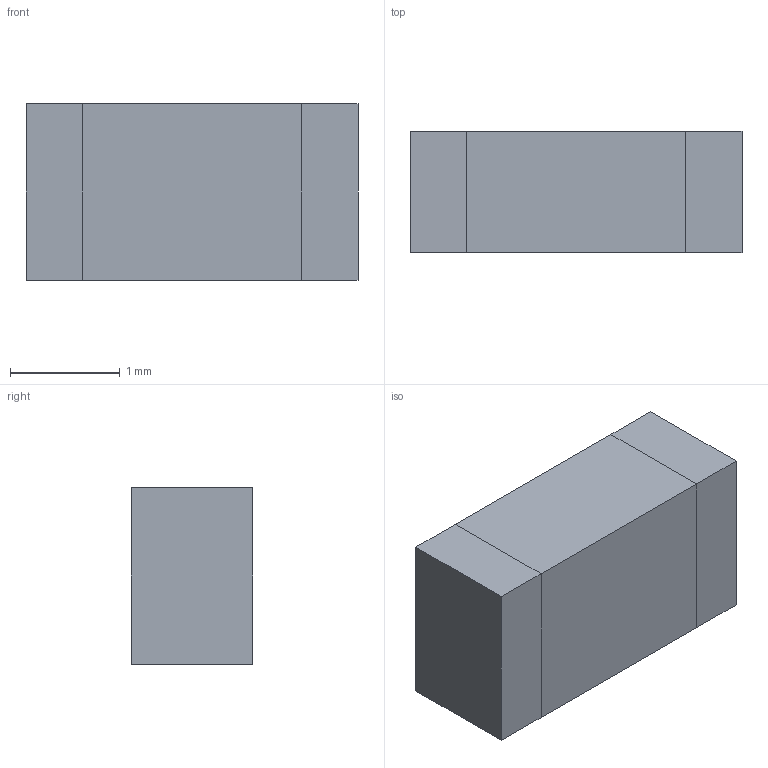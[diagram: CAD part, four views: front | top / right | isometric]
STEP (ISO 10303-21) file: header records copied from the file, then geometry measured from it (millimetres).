
FILE_DESCRIPTION (( 'STEP AP214' ), '1' );
FILE_NAME ('User Library-Fast Acting Surface-Mount Fuses.STEP', '2012-04-30T17:10:58', ( 'SysAdmin' ), ( 'SolidWorks' ), 'SwSTEP 2.0', 'SolidWorks 2012', '' );
FILE_SCHEMA (( 'AUTOMOTIVE_DESIGN' ));
Length unit declared in the file: millimetre
Products named in the file (1): User Library-Fast Acting Surface-Mount Fuses
Bounding box: 3.02 x 1.1 x 1.6 mm (x, y, z)
Volume: 5.3 mm3; surface area: 19.9 mm2
Topology: 1 solids, 1 shells, 14 faces, 28 edges, 16 vertices
Faces by surface type: plane 14
Entity records: 500 total; most frequent: CARTESIAN_POINT 83, ORIENTED_EDGE 56, DIRECTION 50, EDGE_CURVE 28, LINE 20, VECTOR 20, VERTEX_POINT 16, AXIS2_PLACEMENT_3D 15
